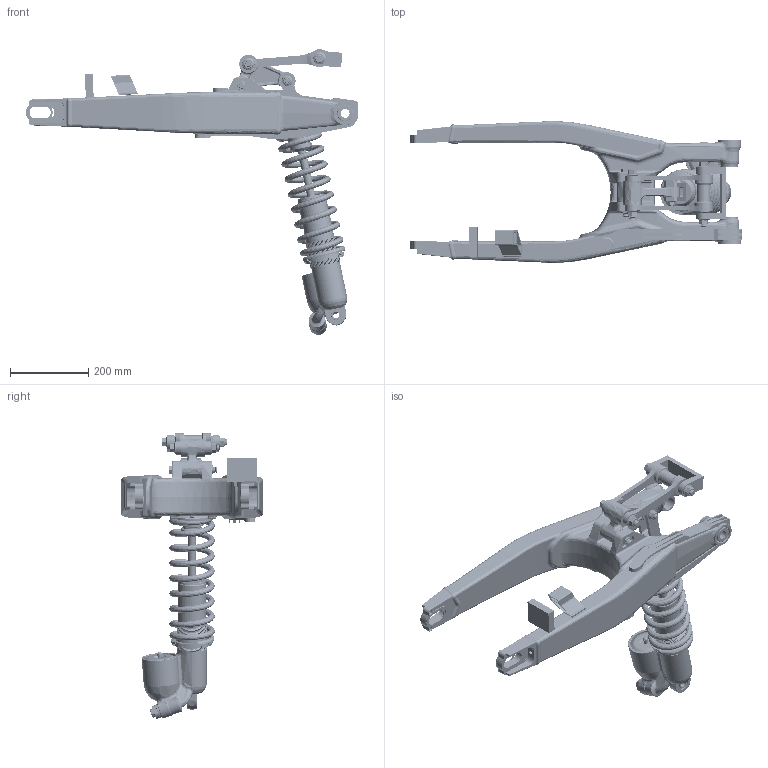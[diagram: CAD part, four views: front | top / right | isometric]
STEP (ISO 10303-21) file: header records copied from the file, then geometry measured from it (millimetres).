
FILE_DESCRIPTION(('FreeCAD Model'),'2;1');
FILE_NAME('Open CASCADE Shape Model','2025-05-04T03:28:19',('FreeCAD'),( 'FreeCAD'),'Open CASCADE STEP processor 7.6','FreeCAD','Unknown');
FILE_SCHEMA(('AUTOMOTIVE_DESIGN { 1 0 10303 214 1 1 1 1 }'));
Products named in the file (1): Open CASCADE STEP translator 7.6 1
Bounding box: 847.36 x 361.36 x 729.7 mm (x, y, z)
Volume: 13490920.3 mm3; surface area: 1441408.5 mm2
Topology: 89 solids, 91 shells, 5565 faces, 13800 edges, 8627 vertices
Faces by surface type: bspline 5565
Entity records: 254638 total; most frequent: CARTESIAN_POINT 177907, ORIENTED_EDGE 27534, EDGE_CURVE 13767, VERTEX_POINT 8627, B_SPLINE_CURVE_WITH_KNOTS 7188, FACE_BOUND 6174, EDGE_LOOP 6174, ADVANCED_FACE 5565
